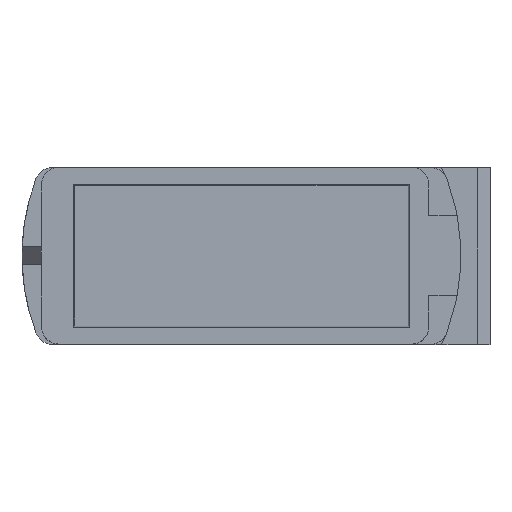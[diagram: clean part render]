
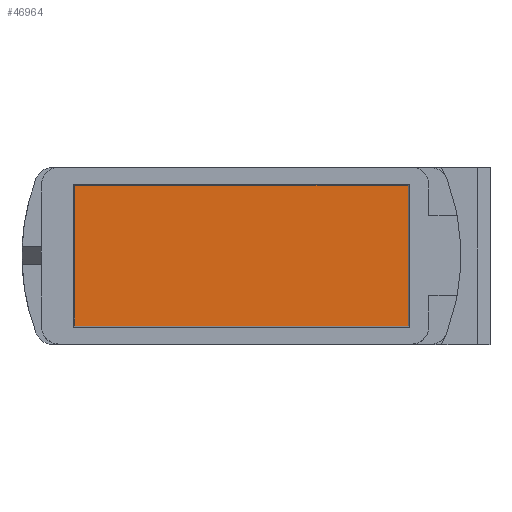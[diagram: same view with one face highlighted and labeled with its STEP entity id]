
A CAD part, top view. The second image highlights one B-rep face of the part: STEP entity #46964.
In plain terms, the highlighted planar face has unit normal (0, 0, 1).
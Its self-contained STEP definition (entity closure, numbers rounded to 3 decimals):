
#18637=DIRECTION('',(0.,-1.,0.));
#18638=VECTOR('',#18637,7.95);
#18639=CARTESIAN_POINT('',(-9.425,3.975,7.15));
#18640=LINE('',#18639,#18638);
#18641=DIRECTION('',(-1.,0.,0.));
#18642=VECTOR('',#18641,18.85);
#18643=CARTESIAN_POINT('',(9.425,3.975,7.15));
#18644=LINE('',#18643,#18642);
#18645=DIRECTION('',(0.,-1.,0.));
#18646=VECTOR('',#18645,7.95);
#18647=CARTESIAN_POINT('',(9.425,3.975,7.15));
#18648=LINE('',#18647,#18646);
#18649=DIRECTION('',(-1.,0.,0.));
#18650=VECTOR('',#18649,18.85);
#18651=CARTESIAN_POINT('',(9.425,-3.975,7.15));
#18652=LINE('',#18651,#18650);
#18747=CARTESIAN_POINT('',(-9.425,3.975,7.15));
#18748=CARTESIAN_POINT('',(-9.425,-3.975,7.15));
#18749=VERTEX_POINT('',#18747);
#18750=VERTEX_POINT('',#18748);
#18751=CARTESIAN_POINT('',(9.425,3.975,7.15));
#18752=CARTESIAN_POINT('',(9.425,-3.975,7.15));
#18753=VERTEX_POINT('',#18751);
#18754=VERTEX_POINT('',#18752);
#46953=CARTESIAN_POINT('',(0.,0.,7.15));
#46954=DIRECTION('',(0.,0.,1.));
#46955=DIRECTION('',(-1.,0.,0.));
#46956=AXIS2_PLACEMENT_3D('',#46953,#46954,#46955);
#46957=PLANE('',#46956);
#46958=ORIENTED_EDGE('',*,*,#46919,.F.);
#46959=ORIENTED_EDGE('',*,*,#46935,.F.);
#46960=ORIENTED_EDGE('',*,*,#46946,.T.);
#46961=ORIENTED_EDGE('',*,*,#46904,.T.);
#46962=EDGE_LOOP('',(#46958,#46959,#46960,#46961));
#46963=FACE_OUTER_BOUND('',#46962,.F.);
#46964=ADVANCED_FACE('',(#46963),#46957,.T.);
#46904=EDGE_CURVE('',#18754,#18750,#18652,.T.);
#46919=EDGE_CURVE('',#18749,#18750,#18640,.T.);
#46935=EDGE_CURVE('',#18753,#18749,#18644,.T.);
#46946=EDGE_CURVE('',#18753,#18754,#18648,.T.);
